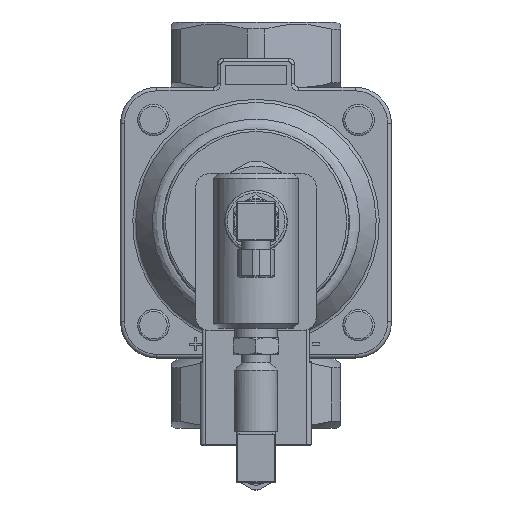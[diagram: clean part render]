
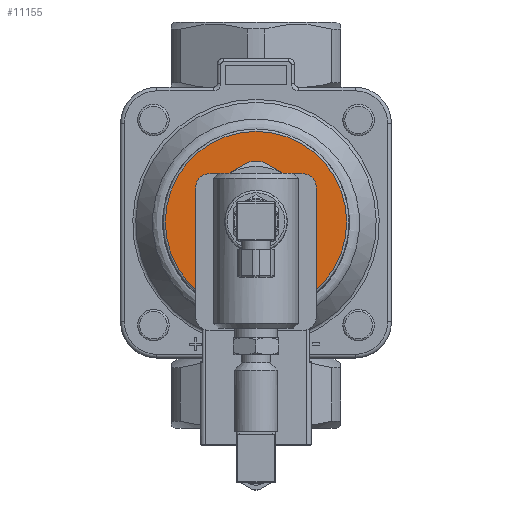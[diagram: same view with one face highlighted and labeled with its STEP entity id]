
A CAD part, top view. The second image highlights one B-rep face of the part: STEP entity #11155.
In plain terms, the highlighted planar face has unit normal (0, 0, 1).
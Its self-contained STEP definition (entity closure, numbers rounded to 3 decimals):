
#1912=FACE_BOUND('',#3231,.T.);
#2476=FACE_OUTER_BOUND('',#3230,.T.);
#3230=EDGE_LOOP('',(#7910));
#3231=EDGE_LOOP('',(#7911));
#4057=CIRCLE('',#11999,37.5);
#4058=CIRCLE('',#12000,22.);
#4776=VERTEX_POINT('',#17486);
#4777=VERTEX_POINT('',#17488);
#5950=EDGE_CURVE('',#4776,#4776,#4057,.T.);
#5951=EDGE_CURVE('',#4777,#4777,#4058,.T.);
#7910=ORIENTED_EDGE('',*,*,#5950,.F.);
#7911=ORIENTED_EDGE('',*,*,#5951,.T.);
#10805=PLANE('',#11998);
#11155=ADVANCED_FACE('',(#2476,#1912),#10805,.T.);
#11998=AXIS2_PLACEMENT_3D('',#17485,#13734,#13735);
#11999=AXIS2_PLACEMENT_3D('',#17487,#13736,#13737);
#12000=AXIS2_PLACEMENT_3D('',#17489,#13738,#13739);
#13734=DIRECTION('center_axis',(0.,0.,
1.));
#13735=DIRECTION('ref_axis',(1.,0.,0.));
#13736=DIRECTION('center_axis',(0.,0.,
-1.));
#13737=DIRECTION('ref_axis',(1.,0.,0.));
#13738=DIRECTION('center_axis',(0.,0.,
-1.));
#13739=DIRECTION('ref_axis',(0.,1.,0.));
#17485=CARTESIAN_POINT('Origin',(0.,1.,
180.95));
#17486=CARTESIAN_POINT('',(-37.5,1.,180.95));
#17487=CARTESIAN_POINT('Origin',(0.,1.,
180.95));
#17488=CARTESIAN_POINT('',(0.,23.,180.95));
#17489=CARTESIAN_POINT('Origin',(0.,1.,
180.95));
